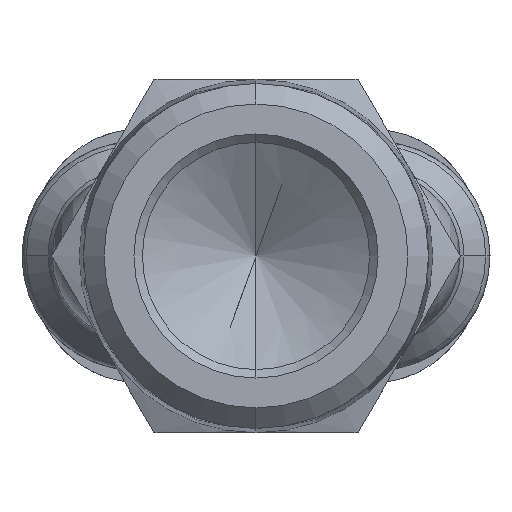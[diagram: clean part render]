
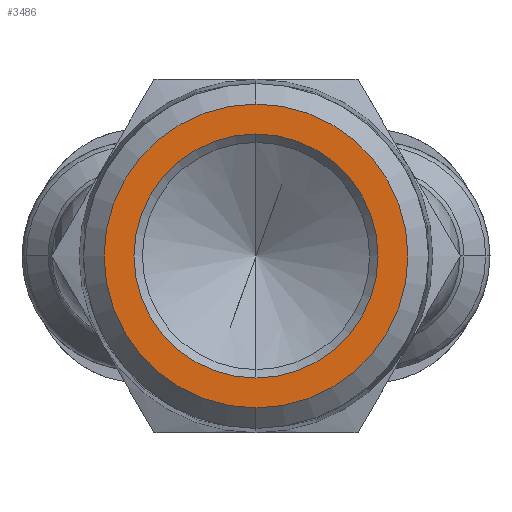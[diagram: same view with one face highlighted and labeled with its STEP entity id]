
A CAD part, front view. The second image highlights one B-rep face of the part: STEP entity #3486.
In plain terms, the highlighted face is planar.
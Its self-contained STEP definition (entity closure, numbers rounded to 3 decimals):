
#3223=CARTESIAN_POINT('',(-43.972,9.023,7.1));
#3224=VERTEX_POINT('',#3223);
#3231=CARTESIAN_POINT('',(-43.972,-9.022,7.1));
#3232=VERTEX_POINT('',#3231);
#3233=CARTESIAN_POINT('',(-43.972,0.,7.1));
#3234=DIRECTION('',(1.0,0.0,0.));
#3235=DIRECTION('',(0.0,1.0,0.0));
#3236=AXIS2_PLACEMENT_3D('',#3233,#3234,#3235);
#3237=CIRCLE('',#3236,9.023);
#3238=EDGE_CURVE('',#3224,#3232,#3237,.T.);
#3332=CARTESIAN_POINT('',(-43.972,7.25,7.1));
#3333=VERTEX_POINT('',#3332);
#3347=CARTESIAN_POINT('',(-43.972,-7.25,7.1));
#3348=VERTEX_POINT('',#3347);
#3355=CARTESIAN_POINT('',(-43.972,0.,7.1));
#3356=DIRECTION('',(-1.0,0.0,0.));
#3357=DIRECTION('',(0.0,1.0,0.0));
#3358=AXIS2_PLACEMENT_3D('',#3355,#3356,#3357);
#3359=CIRCLE('',#3358,7.25);
#3360=EDGE_CURVE('',#3348,#3333,#3359,.T.);
#3443=CARTESIAN_POINT('',(-43.972,0.,7.1));
#3444=DIRECTION('',(-1.0,0.0,0.));
#3445=DIRECTION('',(0.0,1.0,0.0));
#3446=AXIS2_PLACEMENT_3D('',#3443,#3444,#3445);
#3447=CIRCLE('',#3446,7.25);
#3448=EDGE_CURVE('',#3333,#3348,#3447,.T.);
#3467=CARTESIAN_POINT('',(-43.972,-3.2,7.1));
#3468=DIRECTION('',(-1.0,0.,0.));
#3469=DIRECTION('',(0.0,-1.0,0.0));
#3470=AXIS2_PLACEMENT_3D('',#3467,#3468,#3469);
#3471=PLANE('',#3470);
#3472=CARTESIAN_POINT('',(-43.972,0.,7.1));
#3473=DIRECTION('',(1.0,0.0,0.));
#3474=DIRECTION('',(0.0,1.0,0.0));
#3475=AXIS2_PLACEMENT_3D('',#3472,#3473,#3474);
#3476=CIRCLE('',#3475,9.023);
#3477=EDGE_CURVE('',#3232,#3224,#3476,.T.);
#3478=ORIENTED_EDGE('',*,*,#3477,.F.);
#3479=ORIENTED_EDGE('',*,*,#3238,.F.);
#3480=EDGE_LOOP('',(#3478,#3479));
#3481=FACE_OUTER_BOUND('',#3480,.T.);
#3482=ORIENTED_EDGE('',*,*,#3360,.F.);
#3483=ORIENTED_EDGE('',*,*,#3448,.F.);
#3484=EDGE_LOOP('',(#3482,#3483));
#3485=FACE_BOUND('',#3484,.T.);
#3486=ADVANCED_FACE('',(#3481,#3485),#3471,.T.);
